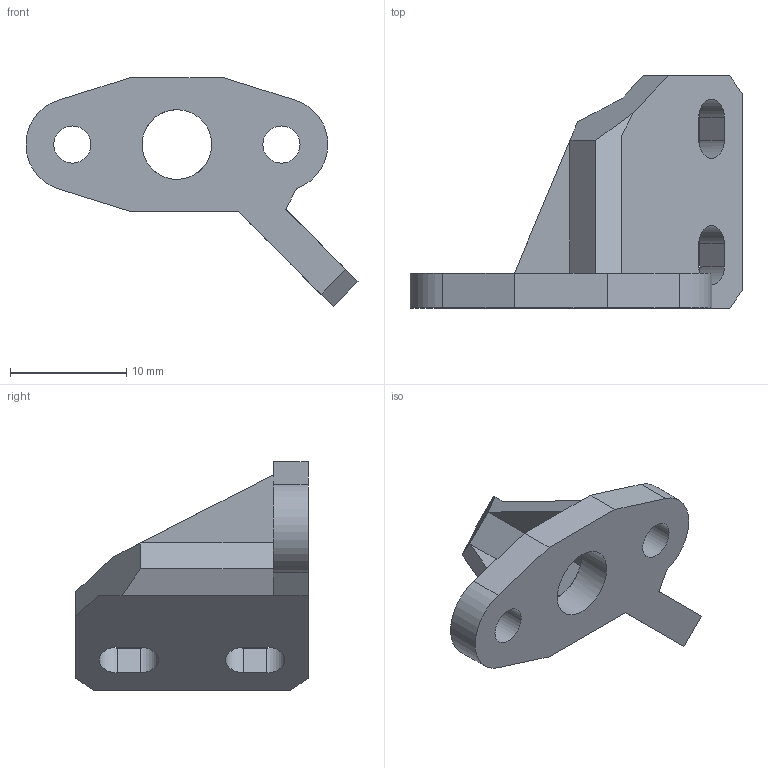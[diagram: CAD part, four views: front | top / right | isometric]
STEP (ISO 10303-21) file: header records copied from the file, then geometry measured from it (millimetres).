
FILE_DESCRIPTION(/* description */ (''),/* implementation_level */ '2;1');
FILE_NAME(/* name */ 'hemera_bltouch_mount.step',/* time_stamp */ '2020-10-01T07:26:34+07:00',/* author */ (''),/* organization */ (''),/* preprocessor_version */ 'ST-DEVELOPER v18.1',/* originating_system */ 'Autodesk Translation Framework v9.3.0.1241',/* authorisation */ '');
FILE_SCHEMA (('AUTOMOTIVE_DESIGN { 1 0 10303 214 3 1 1 }'));
Length unit declared in the file: millimetre
Products named in the file (1): BL-touch_Mount1
Bounding box: 28.58 x 20 x 19.69 mm (x, y, z)
Volume: 1624.7 mm3; surface area: 1595 mm2
Topology: 1 solids, 1 shells, 35 faces, 98 edges, 64 vertices
Faces by surface type: plane 26, cylinder 9
Full cylindrical faces by diameter (mm): 3.196 x1, 3.202 x1, 6 x1
Entity records: 1181 total; most frequent: CARTESIAN_POINT 198, ORIENTED_EDGE 196, DIRECTION 191, EDGE_CURVE 98, LINE 77, VECTOR 77, VERTEX_POINT 64, AXIS2_PLACEMENT_3D 57
